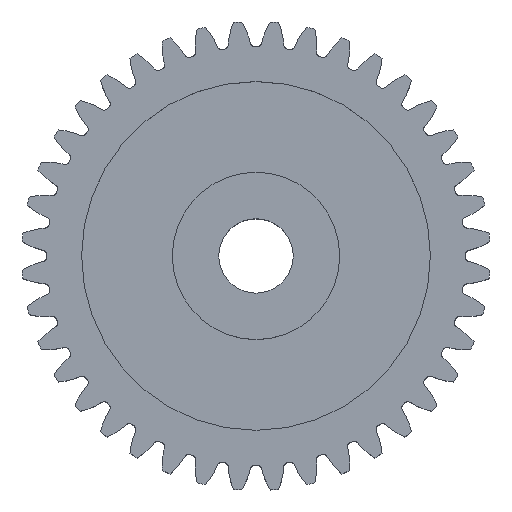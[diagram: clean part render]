
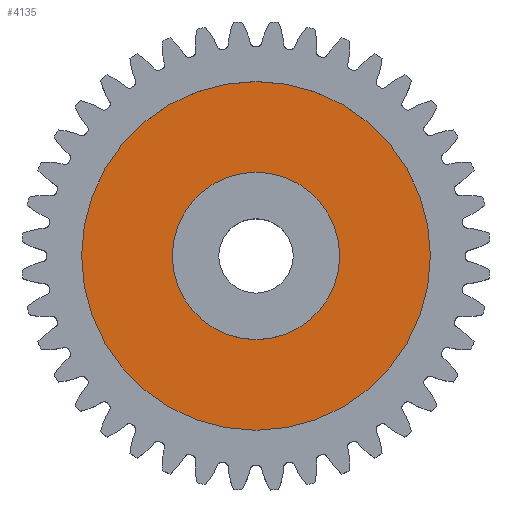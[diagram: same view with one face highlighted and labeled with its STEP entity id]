
A CAD part, top view. The second image highlights one B-rep face of the part: STEP entity #4135.
In plain terms, the highlighted planar face has unit normal (0, 0, 1).
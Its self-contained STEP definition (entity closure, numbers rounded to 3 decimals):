
#681 = EDGE_CURVE ( 'NONE', #732, #763, #4470, .T. ) ;
#732 = VERTEX_POINT ( 'NONE', #4590 ) ;
#733 = VERTEX_POINT ( 'NONE', #4570 ) ;
#763 = VERTEX_POINT ( 'NONE', #4714 ) ;
#818 = EDGE_CURVE ( 'NONE', #836, #733, #4808, .T. ) ;
#836 = VERTEX_POINT ( 'NONE', #4670 ) ;
#4013 = ORIENTED_EDGE ( 'NONE', *, *, #818, .F. ) ;
#4015 = EDGE_CURVE ( 'NONE', #763, #732, #8085, .T. ) ;
#4035 = EDGE_LOOP ( 'NONE', ( #4076, #4122 ) ) ;
#4075 = ORIENTED_EDGE ( 'NONE', *, *, #4083, .F. ) ;
#4076 = ORIENTED_EDGE ( 'NONE', *, *, #681, .T. ) ;
#4083 = EDGE_CURVE ( 'NONE', #733, #836, #8114, .T. ) ;
#4122 = ORIENTED_EDGE ( 'NONE', *, *, #4015, .T. ) ;
#4135 = ADVANCED_FACE ( 'NONE', ( #8178, #8177 ), #8187, .F. ) ;
#4146 = EDGE_LOOP ( 'NONE', ( #4075, #4013 ) ) ;
#4465 = DIRECTION ( 'NONE',  ( -1., 0., 0. ) ) ;
#4466 = DIRECTION ( 'NONE',  ( 0., 0., -1. ) ) ;
#4467 = CARTESIAN_POINT ( 'NONE',  ( 0., 0., 7.75 ) ) ;
#4468 = AXIS2_PLACEMENT_3D ( 'NONE', #4467, #4466, #4465 ) ;
#4470 = CIRCLE ( 'NONE', #4468, 9. ) ;
#4570 = CARTESIAN_POINT ( 'NONE',  ( -18.75, 0., 7.75 ) ) ;
#4590 = CARTESIAN_POINT ( 'NONE',  ( -9., 0., 7.75 ) ) ;
#4670 = CARTESIAN_POINT ( 'NONE',  ( 18.75, 0., 7.75 ) ) ;
#4714 = CARTESIAN_POINT ( 'NONE',  ( 9., 0., 7.75 ) ) ;
#4808 = CIRCLE ( 'NONE', #4821, 18.75 ) ;
#4821 = AXIS2_PLACEMENT_3D ( 'NONE', #4830, #4846, #4845 ) ;
#4830 = CARTESIAN_POINT ( 'NONE',  ( 0., 0., 7.75 ) ) ;
#4845 = DIRECTION ( 'NONE',  ( -1., 0., 0. ) ) ;
#4846 = DIRECTION ( 'NONE',  ( 0., 0., -1. ) ) ;
#8067 = DIRECTION ( 'NONE',  ( -1., 0., 0. ) ) ;
#8068 = AXIS2_PLACEMENT_3D ( 'NONE', #8079, #8070, #8067 ) ;
#8070 = DIRECTION ( 'NONE',  ( 0., 0., -1. ) ) ;
#8079 = CARTESIAN_POINT ( 'NONE',  ( 0., 0., 7.75 ) ) ;
#8085 = CIRCLE ( 'NONE', #8068, 9. ) ;
#8086 = DIRECTION ( 'NONE',  ( -1., 0., 0. ) ) ;
#8095 = DIRECTION ( 'NONE',  ( 0., 0., -1. ) ) ;
#8096 = CARTESIAN_POINT ( 'NONE',  ( 0., 0., 7.75 ) ) ;
#8097 = AXIS2_PLACEMENT_3D ( 'NONE', #8096, #8095, #8086 ) ;
#8114 = CIRCLE ( 'NONE', #8097, 18.75 ) ;
#8177 = FACE_OUTER_BOUND ( 'NONE', #4146, .T. ) ;
#8178 = FACE_BOUND ( 'NONE', #4035, .T. ) ;
#8179 = AXIS2_PLACEMENT_3D ( 'NONE', #8191, #8190, #8182 ) ;
#8182 = DIRECTION ( 'NONE',  ( -1., 0., 0. ) ) ;
#8187 = PLANE ( 'NONE',  #8179 ) ;
#8190 = DIRECTION ( 'NONE',  ( 0., 0., -1. ) ) ;
#8191 = CARTESIAN_POINT ( 'NONE',  ( 0., 0., 7.75 ) ) ;
